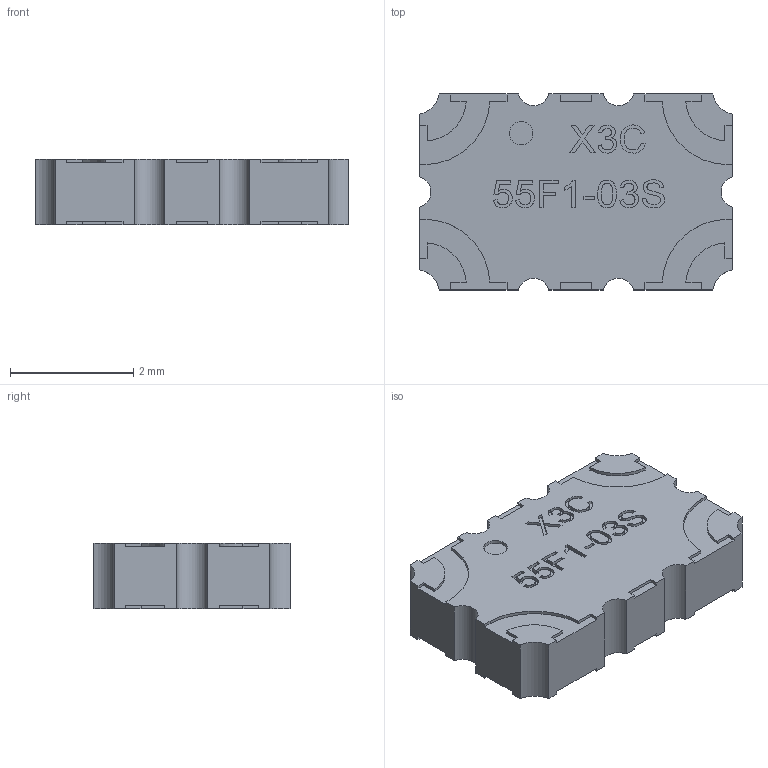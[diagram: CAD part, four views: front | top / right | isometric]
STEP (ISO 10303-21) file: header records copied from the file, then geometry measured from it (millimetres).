
FILE_DESCRIPTION (( 'STEP AP203' ), '1' );
FILE_NAME ('X3C55F1-03S.STEP', '2025-06-23T18:02:33', ( '' ), ( '' ), 'SwSTEP 2.0', 'SolidWorks 2023', '' );
FILE_SCHEMA (( 'CONFIG_CONTROL_DESIGN' ));
Length unit declared in the file: inch
Products named in the file (1): X3C55F1-03S
Bounding box: 5.08 x 3.17 x 1.07 mm (x, y, z)
Volume: 16.1 mm3; surface area: 51.2 mm2
Topology: 1 solids, 1 shells, 288 faces, 816 edges, 544 vertices
Faces by surface type: plane 181, bspline 84, cylinder 23
Entity records: 13921 total; most frequent: CARTESIAN_POINT 6893, ORIENTED_EDGE 1632, DIRECTION 1104, EDGE_CURVE 816, LINE 602, VECTOR 602, VERTEX_POINT 544, EDGE_LOOP 302
